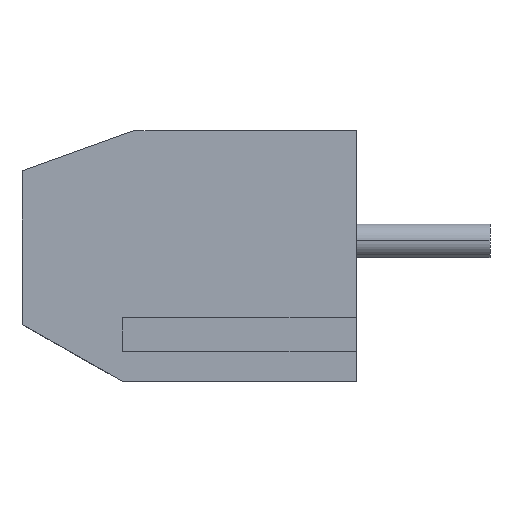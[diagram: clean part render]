
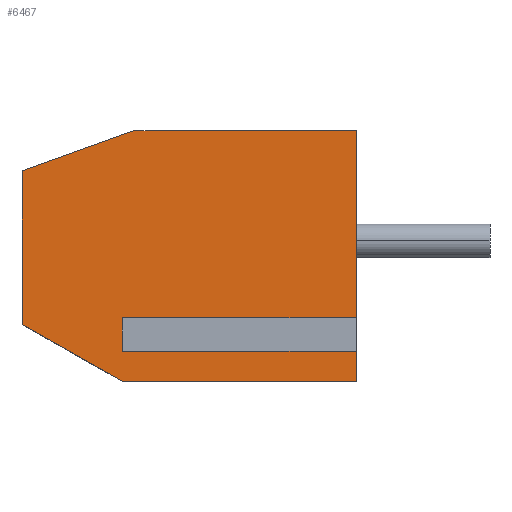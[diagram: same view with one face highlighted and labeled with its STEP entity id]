
A CAD part, left-side view. The second image highlights one B-rep face of the part: STEP entity #6467.
In plain terms, the highlighted planar face has unit normal (-1, 0, 0).
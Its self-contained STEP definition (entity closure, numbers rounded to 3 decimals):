
#73 = DIRECTION ( 'NONE',  ( 0., 0., -1. ) ) ;
#181 = DIRECTION ( 'NONE',  ( 1., 0., 0. ) ) ;
#368 = CARTESIAN_POINT ( 'NONE',  ( -7.5, 2., -2.6 ) ) ;
#378 = CARTESIAN_POINT ( 'NONE',  ( -7.5, -6.077, -2.6 ) ) ;
#654 = DIRECTION ( 'NONE',  ( 0., 0., -1. ) ) ;
#713 = EDGE_CURVE ( 'NONE', #2458, #3996, #3243, .T. ) ;
#763 = CARTESIAN_POINT ( 'NONE',  ( -7.5, -5., 3.75 ) ) ;
#775 = AXIS2_PLACEMENT_3D ( 'NONE', #763, #181, #5543 ) ;
#798 = CARTESIAN_POINT ( 'NONE',  ( -7.5, 2., -2.1 ) ) ;
#844 = VERTEX_POINT ( 'NONE', #6767 ) ;
#888 = VECTOR ( 'NONE', #73, 1000. ) ;
#1028 = VECTOR ( 'NONE', #4308, 1000. ) ;
#1053 = CARTESIAN_POINT ( 'NONE',  ( -7.5, -4.244, 5.861 ) ) ;
#1097 = VECTOR ( 'NONE', #6449, 1000. ) ;
#1197 = ORIENTED_EDGE ( 'NONE', *, *, #3731, .F. ) ;
#1248 = DIRECTION ( 'NONE',  ( 0., -1., 0. ) ) ;
#1270 = EDGE_CURVE ( 'NONE', #3620, #5348, #2481, .T. ) ;
#1388 = EDGE_CURVE ( 'NONE', #1505, #5348, #2225, .T. ) ;
#1446 = EDGE_CURVE ( 'NONE', #3620, #4967, #1471, .T. ) ;
#1471 = LINE ( 'NONE', #378, #5609 ) ;
#1505 = VERTEX_POINT ( 'NONE', #3012 ) ;
#1703 = VERTEX_POINT ( 'NONE', #4470 ) ;
#1865 = CARTESIAN_POINT ( 'NONE',  ( -7.5, -5., 3.75 ) ) ;
#1975 = EDGE_LOOP ( 'NONE', ( #2527, #1197, #4940, #4254, #6172, #6308, #6310, #6805, #4613, #6134 ) ) ;
#1998 = CARTESIAN_POINT ( 'NONE',  ( -7.5, -5., -2.1 ) ) ;
#2108 = CARTESIAN_POINT ( 'NONE',  ( -7.5, -5., 3.75 ) ) ;
#2225 = LINE ( 'NONE', #3965, #5779 ) ;
#2235 = CARTESIAN_POINT ( 'NONE',  ( -7.5, 5., 3.75 ) ) ;
#2381 = LINE ( 'NONE', #2108, #1097 ) ;
#2439 = LINE ( 'NONE', #2951, #5985 ) ;
#2458 = VERTEX_POINT ( 'NONE', #4761 ) ;
#2481 = LINE ( 'NONE', #2840, #4007 ) ;
#2527 = ORIENTED_EDGE ( 'NONE', *, *, #5360, .F. ) ;
#2530 = EDGE_CURVE ( 'NONE', #2458, #1703, #4074, .T. ) ;
#2734 = DIRECTION ( 'NONE',  ( 0., 0.87, 0.493 ) ) ;
#2840 = CARTESIAN_POINT ( 'NONE',  ( -7.5, -5., 3.75 ) ) ;
#2868 = EDGE_CURVE ( 'NONE', #1703, #844, #6762, .T. ) ;
#2951 = CARTESIAN_POINT ( 'NONE',  ( -7.5, 2., 0. ) ) ;
#2980 = DIRECTION ( 'NONE',  ( 0., 0., 1. ) ) ;
#3012 = CARTESIAN_POINT ( 'NONE',  ( -7.5, 2., -3.75 ) ) ;
#3243 = LINE ( 'NONE', #1865, #4026 ) ;
#3247 = LINE ( 'NONE', #6491, #6600 ) ;
#3383 = FACE_OUTER_BOUND ( 'NONE', #1975, .T. ) ;
#3412 = PLANE ( 'NONE',  #775 ) ;
#3486 = VECTOR ( 'NONE', #2734, 1000. ) ;
#3620 = VERTEX_POINT ( 'NONE', #4602 ) ;
#3731 = EDGE_CURVE ( 'NONE', #3996, #5838, #2381, .T. ) ;
#3965 = CARTESIAN_POINT ( 'NONE',  ( -7.5, -5., -3.75 ) ) ;
#3996 = VERTEX_POINT ( 'NONE', #5768 ) ;
#4007 = VECTOR ( 'NONE', #654, 1000. ) ;
#4026 = VECTOR ( 'NONE', #4460, 1000. ) ;
#4074 = LINE ( 'NONE', #1053, #1028 ) ;
#4115 = EDGE_CURVE ( 'NONE', #1505, #844, #4504, .T. ) ;
#4254 = ORIENTED_EDGE ( 'NONE', *, *, #2530, .T. ) ;
#4308 = DIRECTION ( 'NONE',  ( 0., 0.941, -0.337 ) ) ;
#4318 = DIRECTION ( 'NONE',  ( 0., 1., 0. ) ) ;
#4460 = DIRECTION ( 'NONE',  ( 0., -1., 0. ) ) ;
#4470 = CARTESIAN_POINT ( 'NONE',  ( -7.5, 5., 2.55 ) ) ;
#4502 = DIRECTION ( 'NONE',  ( 0., 1., 0. ) ) ;
#4504 = LINE ( 'NONE', #5453, #3486 ) ;
#4602 = CARTESIAN_POINT ( 'NONE',  ( -7.5, -5., -2.6 ) ) ;
#4613 = ORIENTED_EDGE ( 'NONE', *, *, #1446, .T. ) ;
#4761 = CARTESIAN_POINT ( 'NONE',  ( -7.5, 1.65, 3.75 ) ) ;
#4940 = ORIENTED_EDGE ( 'NONE', *, *, #713, .F. ) ;
#4967 = VERTEX_POINT ( 'NONE', #368 ) ;
#5288 = EDGE_CURVE ( 'NONE', #4967, #6773, #2439, .T. ) ;
#5348 = VERTEX_POINT ( 'NONE', #5672 ) ;
#5360 = EDGE_CURVE ( 'NONE', #5838, #6773, #3247, .T. ) ;
#5453 = CARTESIAN_POINT ( 'NONE',  ( -7.5, -0.082, -4.93 ) ) ;
#5543 = DIRECTION ( 'NONE',  ( 0., 0., -1. ) ) ;
#5609 = VECTOR ( 'NONE', #4502, 1000. ) ;
#5672 = CARTESIAN_POINT ( 'NONE',  ( -7.5, -5., -3.75 ) ) ;
#5768 = CARTESIAN_POINT ( 'NONE',  ( -7.5, -5., 3.75 ) ) ;
#5779 = VECTOR ( 'NONE', #1248, 1000. ) ;
#5838 = VERTEX_POINT ( 'NONE', #1998 ) ;
#5985 = VECTOR ( 'NONE', #2980, 1000. ) ;
#6134 = ORIENTED_EDGE ( 'NONE', *, *, #5288, .T. ) ;
#6172 = ORIENTED_EDGE ( 'NONE', *, *, #2868, .T. ) ;
#6308 = ORIENTED_EDGE ( 'NONE', *, *, #4115, .F. ) ;
#6310 = ORIENTED_EDGE ( 'NONE', *, *, #1388, .T. ) ;
#6449 = DIRECTION ( 'NONE',  ( 0., 0., -1. ) ) ;
#6467 = ADVANCED_FACE ( 'NONE', ( #3383 ), #3412, .F. ) ;
#6491 = CARTESIAN_POINT ( 'NONE',  ( -7.5, -6.077, -2.1 ) ) ;
#6600 = VECTOR ( 'NONE', #4318, 1000. ) ;
#6762 = LINE ( 'NONE', #2235, #888 ) ;
#6767 = CARTESIAN_POINT ( 'NONE',  ( -7.5, 5., -2.05 ) ) ;
#6773 = VERTEX_POINT ( 'NONE', #798 ) ;
#6805 = ORIENTED_EDGE ( 'NONE', *, *, #1270, .F. ) ;
